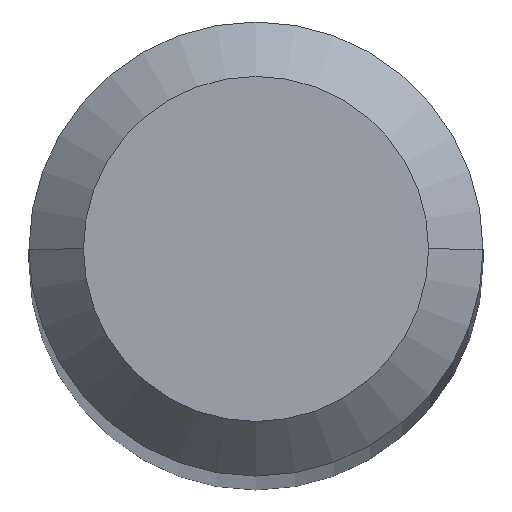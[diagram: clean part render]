
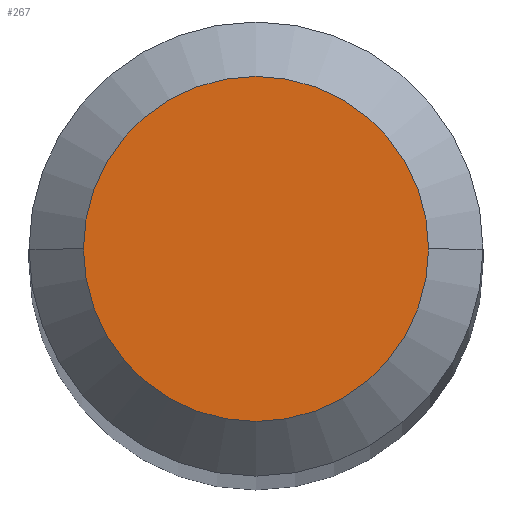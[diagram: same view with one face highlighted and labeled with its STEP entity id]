
A CAD part, top view. The second image highlights one B-rep face of the part: STEP entity #267.
In plain terms, the highlighted planar face has unit normal (0, 0, 1).
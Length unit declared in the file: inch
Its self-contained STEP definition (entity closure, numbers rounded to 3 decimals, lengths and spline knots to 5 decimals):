
#7 = DIRECTION ( 'NONE',  ( 0., 0., 1. ) ) ;
#20 = DIRECTION ( 'NONE',  ( 1., 0., 0. ) ) ;
#38 = PLANE ( 'NONE',  #427 ) ;
#50 = DIRECTION ( 'NONE',  ( 0., 0., 1. ) ) ;
#79 = CARTESIAN_POINT ( 'NONE',  ( 0.0475, 0., 0. ) ) ;
#115 = CARTESIAN_POINT ( 'NONE',  ( 0., 0., 0. ) ) ;
#134 = VERTEX_POINT ( 'NONE', #79 ) ;
#186 = DIRECTION ( 'NONE',  ( 0., 0., -1. ) ) ;
#188 = EDGE_LOOP ( 'NONE', ( #271, #455 ) ) ;
#225 = CIRCLE ( 'NONE', #236, 0.0475 ) ;
#234 = VERTEX_POINT ( 'NONE', #442 ) ;
#236 = AXIS2_PLACEMENT_3D ( 'NONE', #115, #7, #407 ) ;
#267 = ADVANCED_FACE ( 'NONE', ( #295 ), #38, .F. ) ;
#271 = ORIENTED_EDGE ( 'NONE', *, *, #279, .T. ) ;
#279 = EDGE_CURVE ( 'NONE', #234, #134, #225, .T. ) ;
#295 = FACE_OUTER_BOUND ( 'NONE', #188, .T. ) ;
#343 = CIRCLE ( 'NONE', #437, 0.0475 ) ;
#407 = DIRECTION ( 'NONE',  ( 1., 0., 0. ) ) ;
#419 = CARTESIAN_POINT ( 'NONE',  ( 0., 0., 0. ) ) ;
#427 = AXIS2_PLACEMENT_3D ( 'NONE', #440, #186, #438 ) ;
#437 = AXIS2_PLACEMENT_3D ( 'NONE', #419, #50, #20 ) ;
#438 = DIRECTION ( 'NONE',  ( -1., 0., 0. ) ) ;
#440 = CARTESIAN_POINT ( 'NONE',  ( 0., 0.0475, 0. ) ) ;
#442 = CARTESIAN_POINT ( 'NONE',  ( -0.0475, 0., 0. ) ) ;
#446 = EDGE_CURVE ( 'NONE', #134, #234, #343, .T. ) ;
#455 = ORIENTED_EDGE ( 'NONE', *, *, #446, .T. ) ;
